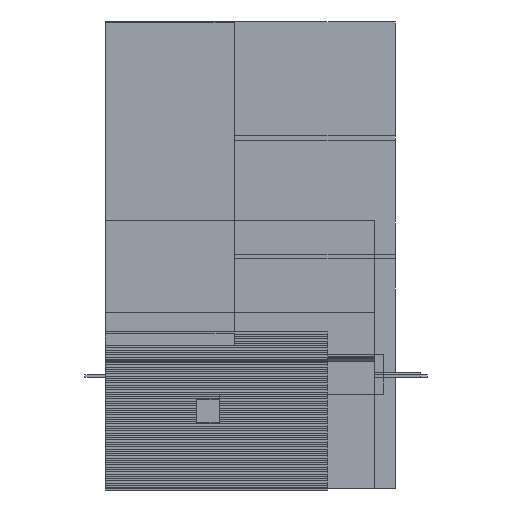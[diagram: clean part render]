
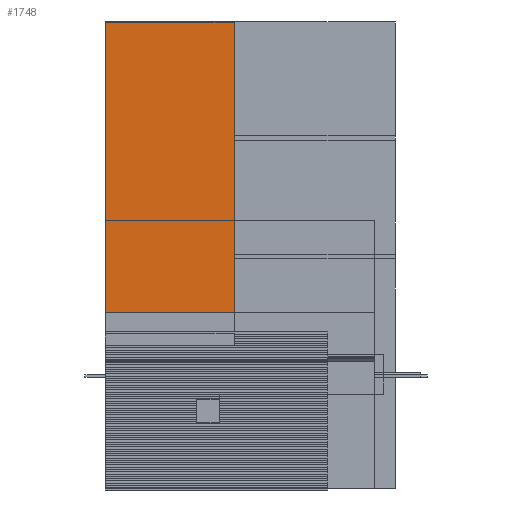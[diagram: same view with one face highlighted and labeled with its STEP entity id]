
A CAD part, left-side view. The second image highlights one B-rep face of the part: STEP entity #1748.
In plain terms, the highlighted planar face has unit normal (-1, 0, 0).
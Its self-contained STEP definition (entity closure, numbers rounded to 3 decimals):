
#1748=ADVANCED_FACE('',(#3480),#3481,.F.);
#3480=FACE_OUTER_BOUND('',#5839,.T.);
#3481=PLANE('',#5840);
#5839=EDGE_LOOP('',(#8208,#8209,#8210,#8211));
#5840=AXIS2_PLACEMENT_3D('',#8212,#8213,#8214);
#8208=ORIENTED_EDGE('',*,*,#12640,.F.);
#8209=ORIENTED_EDGE('',*,*,#12421,.F.);
#8210=ORIENTED_EDGE('',*,*,#12641,.T.);
#8211=ORIENTED_EDGE('',*,*,#12554,.T.);
#8212=CARTESIAN_POINT('',(1873.24,-27.53,880.));
#8213=DIRECTION('',(1.0,0.0,0.));
#8214=DIRECTION('',(0.0,1.0,0.0));
#12421=EDGE_CURVE('',#14498,#14496,#14500,.T.);
#12554=EDGE_CURVE('',#14724,#14721,#14725,.T.);
#12640=EDGE_CURVE('',#14496,#14721,#14861,.T.);
#12641=EDGE_CURVE('',#14498,#14724,#14862,.T.);
#14496=VERTEX_POINT('',#17379);
#14498=VERTEX_POINT('',#17382);
#14500=LINE('',#17385,#17386);
#14721=VERTEX_POINT('',#17708);
#14724=VERTEX_POINT('',#17712);
#14725=LINE('',#17713,#17714);
#14861=LINE('',#17911,#17912);
#14862=LINE('',#17913,#17914);
#17379=CARTESIAN_POINT('',(1873.24,-27.53,880.));
#17382=CARTESIAN_POINT('',(1873.24,255.0,880.));
#17385=CARTESIAN_POINT('',(1873.24,255.0,880.));
#17386=VECTOR('',#20714,1.0);
#17708=CARTESIAN_POINT('',(1873.24,-27.53,150.0));
#17712=CARTESIAN_POINT('',(1873.24,255.0,150.0));
#17713=CARTESIAN_POINT('',(1873.24,255.0,150.0));
#17714=VECTOR('',#20817,1.0);
#17911=CARTESIAN_POINT('',(1873.24,-27.53,880.));
#17912=VECTOR('',#20879,1.0);
#17913=CARTESIAN_POINT('',(1873.24,255.0,880.));
#17914=VECTOR('',#20880,1.0);
#20714=DIRECTION('',(0.0,-1.0,0.0));
#20817=DIRECTION('',(0.0,-1.0,0.0));
#20879=DIRECTION('',(0.,0.0,-1.0));
#20880=DIRECTION('',(0.,0.0,-1.0));
